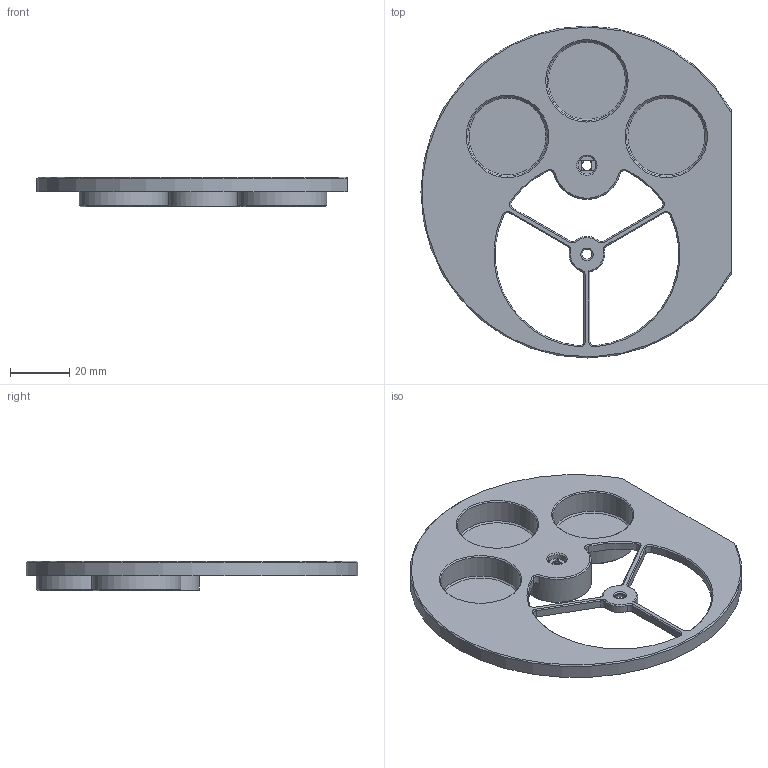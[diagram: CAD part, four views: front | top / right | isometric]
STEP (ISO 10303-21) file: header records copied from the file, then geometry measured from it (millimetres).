
FILE_DESCRIPTION(/* description */ (''),/* implementation_level */ '2;1');
FILE_NAME(/* name */ 'weighting_pan.step',/* time_stamp */ '2024-03-31T12:55:16+02:00',/* author */ (''),/* organization */ (''),/* preprocessor_version */ 'ST-DEVELOPER v20',/* originating_system */ 'Autodesk Translation Framework v12.20.1.177',/* authorisation */ '');
FILE_SCHEMA (('AUTOMOTIVE_DESIGN { 1 0 10303 214 3 1 1 }'));
Length unit declared in the file: millimetre
Products named in the file (4): open_trickler_v1.3.2; A&D FX Shield; weight_pan_assembly v36; weighting_pan_with_coin
Assembly tree (3 placements, depth 4):
  open_trickler_v1.3.2
    A&D FX Shield
      weight_pan_assembly v36
        weighting_pan_with_coin
Bounding box: 104.63 x 112 x 10.1 mm (x, y, z)
Volume: 22560.8 mm3; surface area: 22404.7 mm2
Topology: 1 solids, 1 shells, 132 faces, 309 edges, 190 vertices
Faces by surface type: plane 49, cylinder 42, cone 36, torus 5
Full cylindrical faces by diameter (mm): 3.4 x2, 6.1 x2, 21 x1, 23 x1, 27 x3, 30 x3
Entity records: 3909 total; most frequent: DIRECTION 723, CARTESIAN_POINT 670, ORIENTED_EDGE 618, EDGE_CURVE 309, AXIS2_PLACEMENT_3D 281, VERTEX_POINT 190, LINE 161, VECTOR 161
